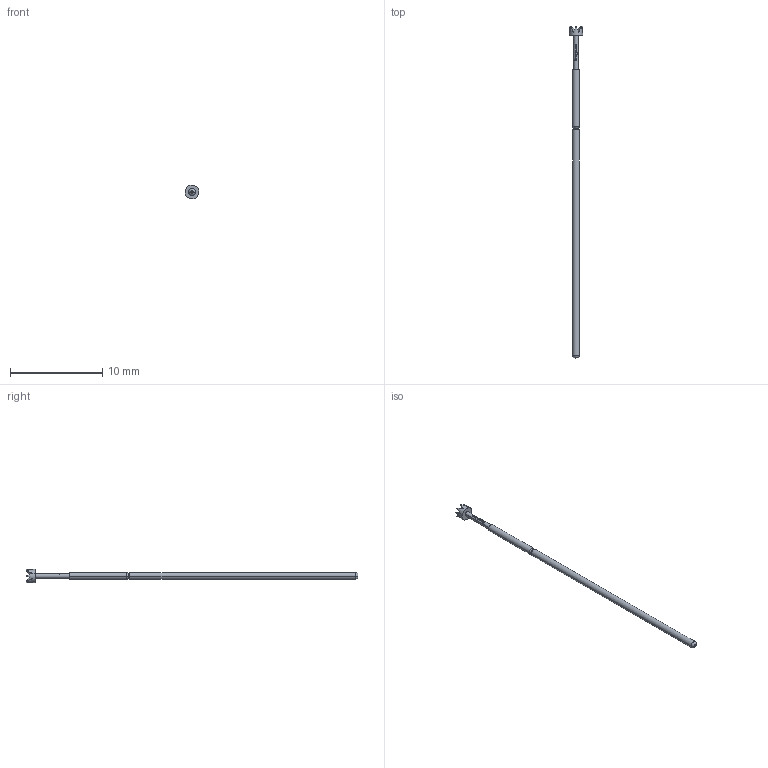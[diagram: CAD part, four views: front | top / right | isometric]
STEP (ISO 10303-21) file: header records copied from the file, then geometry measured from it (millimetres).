
FILE_DESCRIPTION (( 'STEP AP203' ), '1' );
FILE_NAME ('INGUN_GKS-051_288_150_A_xx00.STEP', '2021-09-21T07:23:57', ( 'ochi' ), ( '' ), 'SwSTEP 2.0', 'SolidWorks 2018', '' );
FILE_SCHEMA (( 'CONFIG_CONTROL_DESIGN' ));
Length unit declared in the file: millimetre
Products named in the file (1): INGUN_GKS-051_288_150_A_xx00
Bounding box: 1.5 x 36 x 1.5 mm (x, y, z)
Volume: 15.5 mm3; surface area: 89.5 mm2
Topology: 1 solids, 1 shells, 101 faces, 250 edges, 159 vertices
Faces by surface type: plane 59, bspline 22, cylinder 14, torus 6
Entity records: 3273 total; most frequent: CARTESIAN_POINT 1029, ORIENTED_EDGE 500, DIRECTION 372, EDGE_CURVE 250, VERTEX_POINT 159, AXIS2_PLACEMENT_3D 144, EDGE_LOOP 109, ADVANCED_FACE 101
